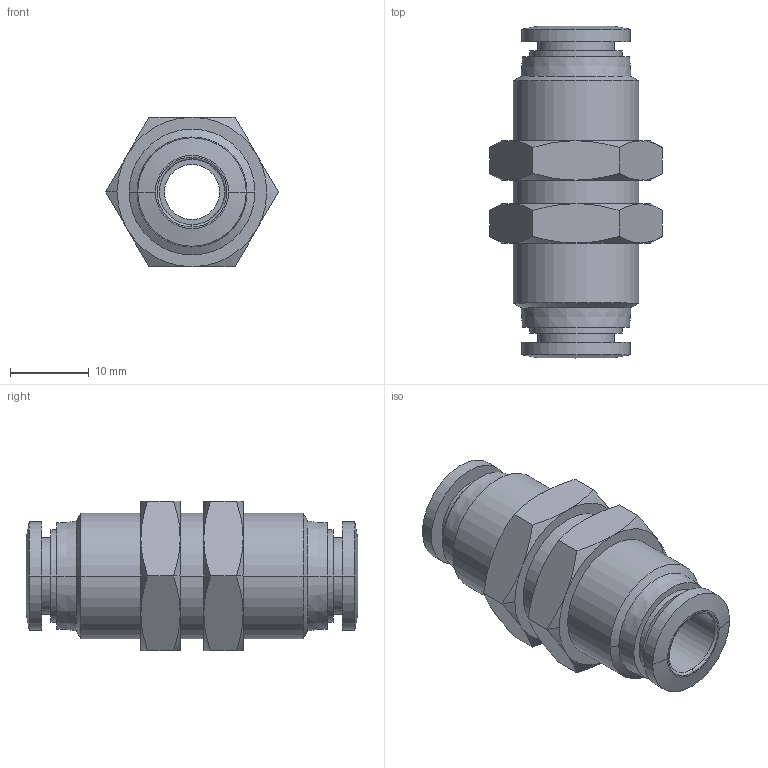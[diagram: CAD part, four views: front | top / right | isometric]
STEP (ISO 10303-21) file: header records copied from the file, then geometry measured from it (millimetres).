
FILE_DESCRIPTION (( 'STEP AP214' ), '1' );
FILE_NAME ('UB8M.step', '2016-02-24T20:48:05', ( '' ), ( '' ), 'SwSTEP 2.0', 'SolidWorks 2015', '' );
FILE_SCHEMA (( 'AUTOMOTIVE_DESIGN' ));
Length unit declared in the file: inch
Products named in the file (1): UB8M
Bounding box: 21.94 x 42.2 x 19 mm (x, y, z)
Volume: 6415.7 mm3; surface area: 4138.3 mm2
Topology: 1 solids, 1 shells, 94 faces, 200 edges, 120 vertices
Faces by surface type: cone 40, plane 26, cylinder 24, bspline 4
Entity records: 3974 total; most frequent: CARTESIAN_POINT 727, DIRECTION 426, ORIENTED_EDGE 400, EDGE_CURVE 200, AXIS2_PLACEMENT_3D 187, VERTEX_POINT 120, EDGE_LOOP 108, UNCERTAINTY_MEASURE_WITH_UNIT 97
